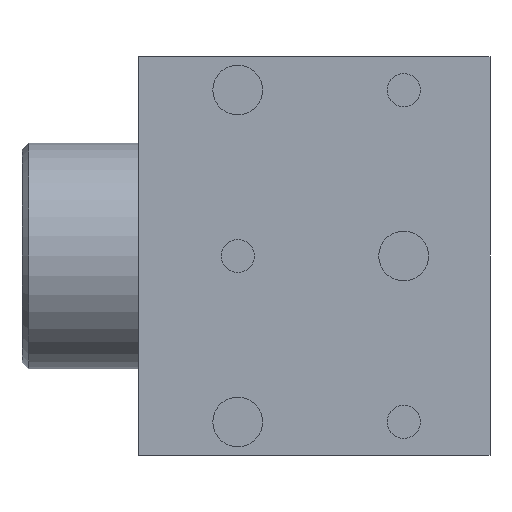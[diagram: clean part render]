
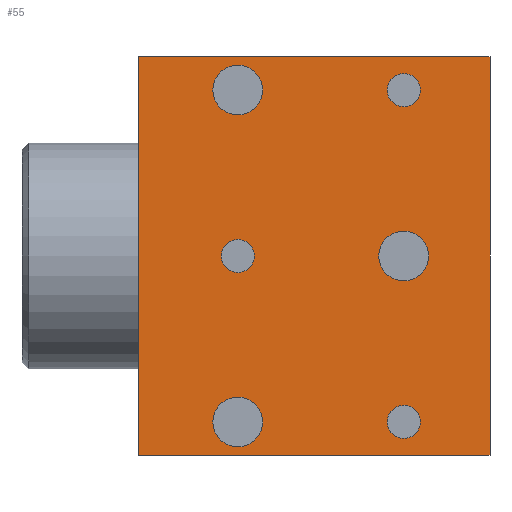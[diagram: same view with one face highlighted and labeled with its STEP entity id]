
A CAD part, front view. The second image highlights one B-rep face of the part: STEP entity #55.
In plain terms, the highlighted planar face has unit normal (0, -1, 0).
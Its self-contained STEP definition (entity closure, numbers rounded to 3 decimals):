
#16 = VERTEX_POINT ( 'NONE', #309 ) ;
#18 = EDGE_CURVE ( 'NONE', #16, #19, #308, .T. ) ;
#19 = VERTEX_POINT ( 'NONE', #303 ) ;
#33 = VERTEX_POINT ( 'NONE', #267 ) ;
#35 = EDGE_CURVE ( 'NONE', #33, #36, #266, .T. ) ;
#36 = VERTEX_POINT ( 'NONE', #261 ) ;
#55 = ADVANCED_FACE ( 'NONE', ( #566, #565, #564, #563, #562, #561, #560 ), #661, .F. ) ;
#56 = EDGE_LOOP ( 'NONE', ( #57, #59 ) ) ;
#57 = ORIENTED_EDGE ( 'NONE', *, *, #58, .F. ) ;
#58 = EDGE_CURVE ( 'NONE', #186, #183, #660, .T. ) ;
#59 = ORIENTED_EDGE ( 'NONE', *, *, #185, .F. ) ;
#60 = EDGE_LOOP ( 'NONE', ( #61, #63 ) ) ;
#61 = ORIENTED_EDGE ( 'NONE', *, *, #62, .F. ) ;
#62 = EDGE_CURVE ( 'NONE', #103, #100, #651, .T. ) ;
#63 = ORIENTED_EDGE ( 'NONE', *, *, #102, .F. ) ;
#64 = EDGE_LOOP ( 'NONE', ( #65, #67 ) ) ;
#65 = ORIENTED_EDGE ( 'NONE', *, *, #66, .F. ) ;
#66 = EDGE_CURVE ( 'NONE', #116, #113, #646, .T. ) ;
#67 = ORIENTED_EDGE ( 'NONE', *, *, #115, .F. ) ;
#68 = EDGE_LOOP ( 'NONE', ( #69, #70, #73, #76 ) ) ;
#69 = ORIENTED_EDGE ( 'NONE', *, *, #122, .F. ) ;
#70 = ORIENTED_EDGE ( 'NONE', *, *, #71, .F. ) ;
#71 = EDGE_CURVE ( 'NONE', #72, #123, #641, .T. ) ;
#72 = VERTEX_POINT ( 'NONE', #637 ) ;
#73 = ORIENTED_EDGE ( 'NONE', *, *, #74, .F. ) ;
#74 = EDGE_CURVE ( 'NONE', #75, #72, #682, .T. ) ;
#75 = VERTEX_POINT ( 'NONE', #678 ) ;
#76 = ORIENTED_EDGE ( 'NONE', *, *, #77, .F. ) ;
#77 = EDGE_CURVE ( 'NONE', #124, #75, #677, .T. ) ;
#78 = EDGE_LOOP ( 'NONE', ( #79, #81 ) ) ;
#79 = ORIENTED_EDGE ( 'NONE', *, *, #80, .F. ) ;
#80 = EDGE_CURVE ( 'NONE', #19, #16, #673, .T. ) ;
#81 = ORIENTED_EDGE ( 'NONE', *, *, #18, .F. ) ;
#82 = EDGE_LOOP ( 'NONE', ( #83, #85 ) ) ;
#83 = ORIENTED_EDGE ( 'NONE', *, *, #84, .F. ) ;
#84 = EDGE_CURVE ( 'NONE', #36, #33, #668, .T. ) ;
#85 = ORIENTED_EDGE ( 'NONE', *, *, #35, .F. ) ;
#86 = EDGE_LOOP ( 'NONE', ( #87, #89 ) ) ;
#87 = ORIENTED_EDGE ( 'NONE', *, *, #88, .F. ) ;
#88 = EDGE_CURVE ( 'NONE', #172, #169, #635, .T. ) ;
#89 = ORIENTED_EDGE ( 'NONE', *, *, #171, .F. ) ;
#100 = VERTEX_POINT ( 'NONE', #542 ) ;
#102 = EDGE_CURVE ( 'NONE', #100, #103, #541, .T. ) ;
#103 = VERTEX_POINT ( 'NONE', #536 ) ;
#113 = VERTEX_POINT ( 'NONE', #487 ) ;
#115 = EDGE_CURVE ( 'NONE', #113, #116, #486, .T. ) ;
#116 = VERTEX_POINT ( 'NONE', #481 ) ;
#122 = EDGE_CURVE ( 'NONE', #123, #124, #511, .T. ) ;
#123 = VERTEX_POINT ( 'NONE', #507 ) ;
#124 = VERTEX_POINT ( 'NONE', #506 ) ;
#169 = VERTEX_POINT ( 'NONE', #746 ) ;
#171 = EDGE_CURVE ( 'NONE', #169, #172, #745, .T. ) ;
#172 = VERTEX_POINT ( 'NONE', #740 ) ;
#183 = VERTEX_POINT ( 'NONE', #703 ) ;
#185 = EDGE_CURVE ( 'NONE', #183, #186, #702, .T. ) ;
#186 = VERTEX_POINT ( 'NONE', #697 ) ;
#261 = CARTESIAN_POINT ( 'NONE',  ( 6.5, 0.51, 5.75 ) ) ;
#262 = DIRECTION ( 'NONE',  ( 0., 0., 1. ) ) ;
#263 = DIRECTION ( 'NONE',  ( 0., -1., 0. ) ) ;
#264 = CARTESIAN_POINT ( 'NONE',  ( 6.5, 0.51, 5. ) ) ;
#265 = AXIS2_PLACEMENT_3D ( 'NONE', #264, #263, #262 ) ;
#266 = CIRCLE ( 'NONE', #265, 0.75 ) ;
#267 = CARTESIAN_POINT ( 'NONE',  ( 6.5, 0.51, 4.25 ) ) ;
#303 = CARTESIAN_POINT ( 'NONE',  ( 11.5, 0.51, 5.5 ) ) ;
#304 = DIRECTION ( 'NONE',  ( 0., 0., 1. ) ) ;
#305 = DIRECTION ( 'NONE',  ( 0., -1., 0. ) ) ;
#306 = CARTESIAN_POINT ( 'NONE',  ( 11.5, 0.51, 5. ) ) ;
#307 = AXIS2_PLACEMENT_3D ( 'NONE', #306, #305, #304 ) ;
#308 = CIRCLE ( 'NONE', #307, 0.5 ) ;
#309 = CARTESIAN_POINT ( 'NONE',  ( 11.5, 0.51, 4.5 ) ) ;
#481 = CARTESIAN_POINT ( 'NONE',  ( 6.5, 0.51, 0.5 ) ) ;
#482 = DIRECTION ( 'NONE',  ( 0., 0., 1. ) ) ;
#483 = DIRECTION ( 'NONE',  ( 0., -1., 0. ) ) ;
#484 = CARTESIAN_POINT ( 'NONE',  ( 6.5, 0.51, 0. ) ) ;
#485 = AXIS2_PLACEMENT_3D ( 'NONE', #484, #483, #482 ) ;
#486 = CIRCLE ( 'NONE', #485, 0.5 ) ;
#487 = CARTESIAN_POINT ( 'NONE',  ( 6.5, 0.51, -0.5 ) ) ;
#506 = CARTESIAN_POINT ( 'NONE',  ( 3.5, 0.51, 6. ) ) ;
#507 = CARTESIAN_POINT ( 'NONE',  ( 3.5, 0.51, -6. ) ) ;
#508 = DIRECTION ( 'NONE',  ( 0., 0., 1. ) ) ;
#509 = VECTOR ( 'NONE', #508, 1000. ) ;
#510 = CARTESIAN_POINT ( 'NONE',  ( 3.5, 0.51, -6. ) ) ;
#511 = LINE ( 'NONE', #510, #509 ) ;
#536 = CARTESIAN_POINT ( 'NONE',  ( 11.5, 0.51, -4.5 ) ) ;
#537 = DIRECTION ( 'NONE',  ( 0., 0., 1. ) ) ;
#538 = DIRECTION ( 'NONE',  ( 0., -1., 0. ) ) ;
#539 = CARTESIAN_POINT ( 'NONE',  ( 11.5, 0.51, -5. ) ) ;
#540 = AXIS2_PLACEMENT_3D ( 'NONE', #539, #538, #537 ) ;
#541 = CIRCLE ( 'NONE', #540, 0.5 ) ;
#542 = CARTESIAN_POINT ( 'NONE',  ( 11.5, 0.51, -5.5 ) ) ;
#560 = FACE_BOUND ( 'NONE', #86, .T. ) ;
#561 = FACE_BOUND ( 'NONE', #82, .T. ) ;
#562 = FACE_BOUND ( 'NONE', #78, .T. ) ;
#563 = FACE_OUTER_BOUND ( 'NONE', #68, .T. ) ;
#564 = FACE_BOUND ( 'NONE', #64, .T. ) ;
#565 = FACE_BOUND ( 'NONE', #60, .T. ) ;
#566 = FACE_BOUND ( 'NONE', #56, .T. ) ;
#631 = DIRECTION ( 'NONE',  ( 0., 0., 1. ) ) ;
#632 = DIRECTION ( 'NONE',  ( 0., -1., 0. ) ) ;
#633 = CARTESIAN_POINT ( 'NONE',  ( 6.5, 0.51, -5. ) ) ;
#634 = AXIS2_PLACEMENT_3D ( 'NONE', #633, #632, #631 ) ;
#635 = CIRCLE ( 'NONE', #634, 0.75 ) ;
#637 = CARTESIAN_POINT ( 'NONE',  ( 14.1, 0.51, -6. ) ) ;
#638 = DIRECTION ( 'NONE',  ( -1., 0., 0. ) ) ;
#639 = VECTOR ( 'NONE', #638, 1000. ) ;
#640 = CARTESIAN_POINT ( 'NONE',  ( 3.5, 0.51, -6. ) ) ;
#641 = LINE ( 'NONE', #640, #639 ) ;
#642 = DIRECTION ( 'NONE',  ( 0., 0., 1. ) ) ;
#643 = DIRECTION ( 'NONE',  ( 0., -1., 0. ) ) ;
#644 = CARTESIAN_POINT ( 'NONE',  ( 6.5, 0.51, 0. ) ) ;
#645 = AXIS2_PLACEMENT_3D ( 'NONE', #644, #643, #642 ) ;
#646 = CIRCLE ( 'NONE', #645, 0.5 ) ;
#647 = DIRECTION ( 'NONE',  ( 0., 0., 1. ) ) ;
#648 = DIRECTION ( 'NONE',  ( 0., -1., 0. ) ) ;
#649 = CARTESIAN_POINT ( 'NONE',  ( 11.5, 0.51, -5. ) ) ;
#650 = AXIS2_PLACEMENT_3D ( 'NONE', #649, #648, #647 ) ;
#651 = CIRCLE ( 'NONE', #650, 0.5 ) ;
#652 = DIRECTION ( 'NONE',  ( 0., 0., 1. ) ) ;
#653 = DIRECTION ( 'NONE',  ( 0., -1., 0. ) ) ;
#654 = CARTESIAN_POINT ( 'NONE',  ( 11.5, 0.51, 0. ) ) ;
#655 = AXIS2_PLACEMENT_3D ( 'NONE', #654, #653, #652 ) ;
#656 = DIRECTION ( 'NONE',  ( 0., 0., 1. ) ) ;
#657 = DIRECTION ( 'NONE',  ( 0., 1., 0. ) ) ;
#658 = CARTESIAN_POINT ( 'NONE',  ( 3.5, 0.51, 6. ) ) ;
#659 = AXIS2_PLACEMENT_3D ( 'NONE', #658, #657, #656 ) ;
#660 = CIRCLE ( 'NONE', #655, 0.75 ) ;
#661 = PLANE ( 'NONE',  #659 ) ;
#664 = DIRECTION ( 'NONE',  ( 0., 0., 1. ) ) ;
#665 = DIRECTION ( 'NONE',  ( 0., -1., 0. ) ) ;
#666 = CARTESIAN_POINT ( 'NONE',  ( 6.5, 0.51, 5. ) ) ;
#667 = AXIS2_PLACEMENT_3D ( 'NONE', #666, #665, #664 ) ;
#668 = CIRCLE ( 'NONE', #667, 0.75 ) ;
#669 = DIRECTION ( 'NONE',  ( 0., 0., 1. ) ) ;
#670 = DIRECTION ( 'NONE',  ( 0., -1., 0. ) ) ;
#671 = CARTESIAN_POINT ( 'NONE',  ( 11.5, 0.51, 5. ) ) ;
#672 = AXIS2_PLACEMENT_3D ( 'NONE', #671, #670, #669 ) ;
#673 = CIRCLE ( 'NONE', #672, 0.5 ) ;
#674 = DIRECTION ( 'NONE',  ( 1., 0., 0. ) ) ;
#675 = VECTOR ( 'NONE', #674, 1000. ) ;
#676 = CARTESIAN_POINT ( 'NONE',  ( 3.5, 0.51, 6. ) ) ;
#677 = LINE ( 'NONE', #676, #675 ) ;
#678 = CARTESIAN_POINT ( 'NONE',  ( 14.1, 0.51, 6. ) ) ;
#679 = DIRECTION ( 'NONE',  ( 0., 0., -1. ) ) ;
#680 = VECTOR ( 'NONE', #679, 1000. ) ;
#681 = CARTESIAN_POINT ( 'NONE',  ( 14.1, 0.51, -6. ) ) ;
#682 = LINE ( 'NONE', #681, #680 ) ;
#697 = CARTESIAN_POINT ( 'NONE',  ( 11.5, 0.51, 0.75 ) ) ;
#698 = DIRECTION ( 'NONE',  ( 0., 0., 1. ) ) ;
#699 = DIRECTION ( 'NONE',  ( 0., -1., 0. ) ) ;
#700 = CARTESIAN_POINT ( 'NONE',  ( 11.5, 0.51, 0. ) ) ;
#701 = AXIS2_PLACEMENT_3D ( 'NONE', #700, #699, #698 ) ;
#702 = CIRCLE ( 'NONE', #701, 0.75 ) ;
#703 = CARTESIAN_POINT ( 'NONE',  ( 11.5, 0.51, -0.75 ) ) ;
#740 = CARTESIAN_POINT ( 'NONE',  ( 6.5, 0.51, -4.25 ) ) ;
#741 = DIRECTION ( 'NONE',  ( 0., 0., 1. ) ) ;
#742 = DIRECTION ( 'NONE',  ( 0., -1., 0. ) ) ;
#743 = CARTESIAN_POINT ( 'NONE',  ( 6.5, 0.51, -5. ) ) ;
#744 = AXIS2_PLACEMENT_3D ( 'NONE', #743, #742, #741 ) ;
#745 = CIRCLE ( 'NONE', #744, 0.75 ) ;
#746 = CARTESIAN_POINT ( 'NONE',  ( 6.5, 0.51, -5.75 ) ) ;
